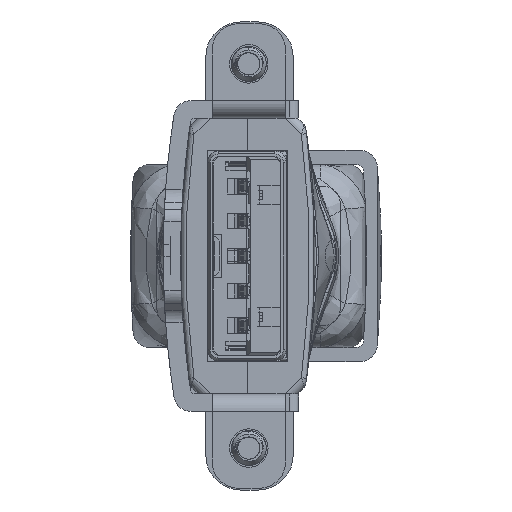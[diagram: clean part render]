
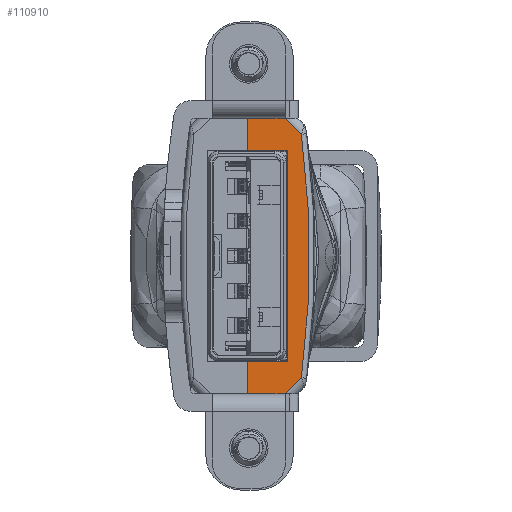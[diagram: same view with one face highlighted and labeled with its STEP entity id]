
A CAD part, left-side view. The second image highlights one B-rep face of the part: STEP entity #110910.
In plain terms, the highlighted face is planar.
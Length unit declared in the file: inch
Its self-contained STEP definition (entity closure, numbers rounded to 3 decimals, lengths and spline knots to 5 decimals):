
#2087 = CARTESIAN_POINT ( 'NONE',  ( -0.29279, -0.10457, 1.1811 ) ) ;
#6361 = DIRECTION ( 'NONE',  ( 1., 0., 0. ) ) ;
#6938 = VERTEX_POINT ( 'NONE', #218702 ) ;
#7405 = EDGE_CURVE ( 'NONE', #182835, #91706, #72504, .T. ) ;
#10943 = EDGE_CURVE ( 'NONE', #89629, #6938, #183215, .T. ) ;
#12827 = ORIENTED_EDGE ( 'NONE', *, *, #201042, .T. ) ;
#16555 = LINE ( 'NONE', #100636, #99830 ) ;
#19889 = VERTEX_POINT ( 'NONE', #83282 ) ;
#23189 = CARTESIAN_POINT ( 'NONE',  ( -0.70472, -0.00197, 1.1811 ) ) ;
#26943 = CIRCLE ( 'NONE', #30676, 2.03543 ) ;
#27928 = CARTESIAN_POINT ( 'NONE',  ( -0.31102, -0.00197, 1.1811 ) ) ;
#28870 = ORIENTED_EDGE ( 'NONE', *, *, #33878, .F. ) ;
#30676 = AXIS2_PLACEMENT_3D ( 'NONE', #104958, #157647, #89238 ) ;
#32385 = DIRECTION ( 'NONE',  ( 0., -1., 0. ) ) ;
#33878 = EDGE_CURVE ( 'NONE', #40911, #91706, #101504, .T. ) ;
#39871 = VECTOR ( 'NONE', #125136, 39.37008 ) ;
#40600 = CARTESIAN_POINT ( 'NONE',  ( -0.27418, -0.12318, 1.1811 ) ) ;
#40911 = VERTEX_POINT ( 'NONE', #70373 ) ;
#43217 = ORIENTED_EDGE ( 'NONE', *, *, #60611, .T. ) ;
#49238 = DIRECTION ( 'NONE',  ( 0.707, -0.707, 0. ) ) ;
#49464 = VECTOR ( 'NONE', #121622, 39.37008 ) ;
#53134 = VECTOR ( 'NONE', #49238, 39.37008 ) ;
#53793 = CARTESIAN_POINT ( 'NONE',  ( 0.31102, -0.08633, 1.1811 ) ) ;
#55395 = VERTEX_POINT ( 'NONE', #40600 ) ;
#60611 = EDGE_CURVE ( 'NONE', #19889, #219461, #130959, .T. ) ;
#61528 = EDGE_CURVE ( 'NONE', #19889, #90622, #66498, .T. ) ;
#63742 = AXIS2_PLACEMENT_3D ( 'NONE', #75171, #140212, #190663 ) ;
#64557 = EDGE_LOOP ( 'NONE', ( #43217, #12827, #145449, #142566, #28870, #91545, #189382, #204512, #112795, #87421 ) ) ;
#66498 = LINE ( 'NONE', #90724, #100764 ) ;
#67882 = CARTESIAN_POINT ( 'NONE',  ( 0.31102, -0.00197, 1.1811 ) ) ;
#70373 = CARTESIAN_POINT ( 'NONE',  ( 0.31102, -0.00197, 1.1811 ) ) ;
#70754 = FACE_OUTER_BOUND ( 'NONE', #64557, .T. ) ;
#72504 = LINE ( 'NONE', #90407, #39871 ) ;
#74625 = CARTESIAN_POINT ( 'NONE',  ( -0.31102, -0.08633, 1.1811 ) ) ;
#75171 = CARTESIAN_POINT ( 'NONE',  ( 0., -1.8937, 1.1811 ) ) ;
#83282 = CARTESIAN_POINT ( 'NONE',  ( -0.31102, -0.00197, 1.1811 ) ) ;
#86607 = VERTEX_POINT ( 'NONE', #137738 ) ;
#87421 = ORIENTED_EDGE ( 'NONE', *, *, #61528, .F. ) ;
#89238 = DIRECTION ( 'NONE',  ( 1., 0., 0. ) ) ;
#89629 = VERTEX_POINT ( 'NONE', #197003 ) ;
#90407 = CARTESIAN_POINT ( 'NONE',  ( -0.74817, -1.14553, 1.1811 ) ) ;
#90622 = VERTEX_POINT ( 'NONE', #93913 ) ;
#90724 = CARTESIAN_POINT ( 'NONE',  ( -0.70472, -0.00197, 1.1811 ) ) ;
#91267 = CARTESIAN_POINT ( 'NONE',  ( -0.23819, -0.09252, 1.1811 ) ) ;
#91545 = ORIENTED_EDGE ( 'NONE', *, *, #115994, .F. ) ;
#91706 = VERTEX_POINT ( 'NONE', #53793 ) ;
#93913 = CARTESIAN_POINT ( 'NONE',  ( -0.23819, -0.00197, 1.1811 ) ) ;
#99830 = VECTOR ( 'NONE', #133174, 39.37008 ) ;
#100636 = CARTESIAN_POINT ( 'NONE',  ( -0.23819, -0.09252, 1.1811 ) ) ;
#100764 = VECTOR ( 'NONE', #192717, 39.37008 ) ;
#101504 = LINE ( 'NONE', #67882, #49464 ) ;
#104958 = CARTESIAN_POINT ( 'NONE',  ( 0., 1.8937, 1.1811 ) ) ;
#110910 = ADVANCED_FACE ( 'NONE', ( #70754 ), #176015, .T. ) ;
#112795 = ORIENTED_EDGE ( 'NONE', *, *, #212998, .T. ) ;
#115994 = EDGE_CURVE ( 'NONE', #6938, #40911, #176615, .T. ) ;
#117446 = CARTESIAN_POINT ( 'NONE',  ( 0.27418, -0.12318, 1.1811 ) ) ;
#120744 = EDGE_CURVE ( 'NONE', #86607, #89629, #123817, .T. ) ;
#121622 = DIRECTION ( 'NONE',  ( 0., -1., 0. ) ) ;
#123817 = LINE ( 'NONE', #91267, #213106 ) ;
#125136 = DIRECTION ( 'NONE',  ( 0.707, 0.707, 0. ) ) ;
#129425 = CARTESIAN_POINT ( 'NONE',  ( 0.23819, -0.09252, 1.1811 ) ) ;
#130959 = LINE ( 'NONE', #27928, #197046 ) ;
#133174 = DIRECTION ( 'NONE',  ( 0., 1., 0. ) ) ;
#137738 = CARTESIAN_POINT ( 'NONE',  ( -0.23819, -0.09252, 1.1811 ) ) ;
#140212 = DIRECTION ( 'NONE',  ( 0., 0., 1. ) ) ;
#142566 = ORIENTED_EDGE ( 'NONE', *, *, #7405, .T. ) ;
#143230 = VECTOR ( 'NONE', #201108, 39.37008 ) ;
#145449 = ORIENTED_EDGE ( 'NONE', *, *, #195741, .T. ) ;
#157647 = DIRECTION ( 'NONE',  ( 0., 0., 1. ) ) ;
#164971 = VECTOR ( 'NONE', #6361, 39.37008 ) ;
#173141 = DIRECTION ( 'NONE',  ( 1., 0., 0. ) ) ;
#176015 = PLANE ( 'NONE',  #63742 ) ;
#176615 = LINE ( 'NONE', #23189, #164971 ) ;
#182835 = VERTEX_POINT ( 'NONE', #117446 ) ;
#183215 = LINE ( 'NONE', #129425, #143230 ) ;
#189201 = LINE ( 'NONE', #2087, #53134 ) ;
#189382 = ORIENTED_EDGE ( 'NONE', *, *, #10943, .F. ) ;
#190663 = DIRECTION ( 'NONE',  ( 1., 0., 0. ) ) ;
#192717 = DIRECTION ( 'NONE',  ( 1., 0., 0. ) ) ;
#195741 = EDGE_CURVE ( 'NONE', #55395, #182835, #26943, .T. ) ;
#197003 = CARTESIAN_POINT ( 'NONE',  ( 0.23819, -0.09252, 1.1811 ) ) ;
#197046 = VECTOR ( 'NONE', #32385, 39.37008 ) ;
#201042 = EDGE_CURVE ( 'NONE', #219461, #55395, #189201, .T. ) ;
#201108 = DIRECTION ( 'NONE',  ( 0., 1., 0. ) ) ;
#204512 = ORIENTED_EDGE ( 'NONE', *, *, #120744, .F. ) ;
#212998 = EDGE_CURVE ( 'NONE', #86607, #90622, #16555, .T. ) ;
#213106 = VECTOR ( 'NONE', #173141, 39.37008 ) ;
#218702 = CARTESIAN_POINT ( 'NONE',  ( 0.23819, -0.00197, 1.1811 ) ) ;
#219461 = VERTEX_POINT ( 'NONE', #74625 ) ;
